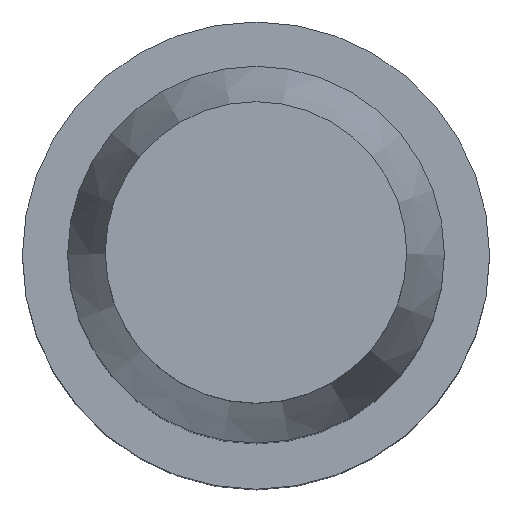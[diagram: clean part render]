
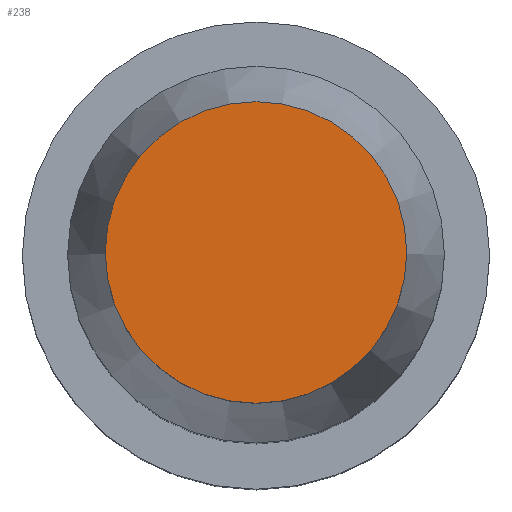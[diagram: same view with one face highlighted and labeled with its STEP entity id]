
A CAD part, top view. The second image highlights one B-rep face of the part: STEP entity #238.
In plain terms, the highlighted planar face has unit normal (0, 0, 1).
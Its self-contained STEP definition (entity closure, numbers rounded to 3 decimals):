
#17=PLANE($,#262);
#72=FACE_OUTER_BOUND($,#91,.T.);
#91=EDGE_LOOP($,(#200));
#112=CIRCLE($,#256,10.);
#125=VERTEX_POINT($,#359);
#145=EDGE_CURVE($,#125,#125,#112,.T.);
#200=ORIENTED_EDGE($,*,*,#145,.F.);
#238=ADVANCED_FACE($,(#72),#17,.F.);
#256=AXIS2_PLACEMENT_3D($,#360,#292,#293);
#262=AXIS2_PLACEMENT_3D($,#1134,#312,#313);
#292=DIRECTION('center_axis',(0.,0.,-1.));
#293=DIRECTION('ref_axis',(-1.,0.,0.));
#312=DIRECTION('center_axis',(0.,0.,-1.));
#313=DIRECTION('ref_axis',(-1.,0.,0.));
#359=CARTESIAN_POINT('',(10.,0.,149.));
#360=CARTESIAN_POINT('Origin',(0.,0.,149.));
#1134=CARTESIAN_POINT('Origin',(0.,0.,149.));
